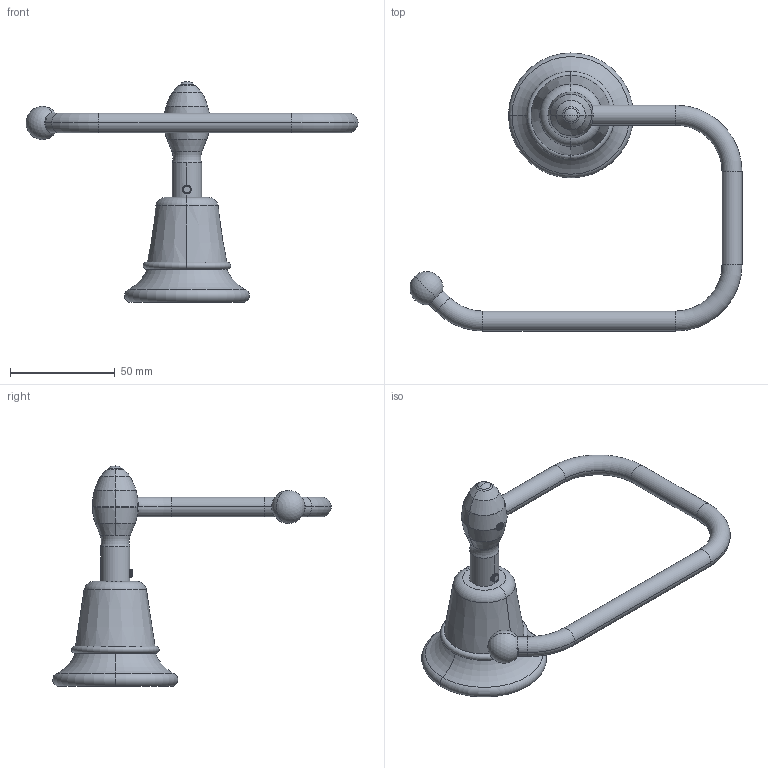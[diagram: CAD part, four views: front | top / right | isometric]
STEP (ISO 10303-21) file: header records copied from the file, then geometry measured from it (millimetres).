
FILE_DESCRIPTION((''),'2;1');
FILE_NAME('31-27_WEB','2010-11-11T',('project'),(''),'PRO/ENGINEER BY PARAMETRIC TECHNOLOGY CORPORATION, 2009300','PRO/ENGINEER BY PARAMETRIC TECHNOLOGY CORPORATION, 2009300','');
FILE_SCHEMA(('CONFIG_CONTROL_DESIGN'));
Length unit declared in the file: inch
Products named in the file (1): 31-27_WEB
Bounding box: 158.64 x 133.03 x 105.49 mm (x, y, z)
Surface area: 24398.5 mm2 (no closed solid volume)
Topology: 0 solids, 10 shells, 87 faces, 247 edges, 160 vertices
Faces by surface type: cylinder 34, bspline 18, torus 16, cone 8, plane 7, sphere 4
Entity records: 6281 total; most frequent: CARTESIAN_POINT 4212, ORIENTED_EDGE 413, DIRECTION 393, EDGE_CURVE 243, AXIS2_PLACEMENT_3D 170, VERTEX_POINT 160, CIRCLE 101, B_SPLINE_CURVE_WITH_KNOTS 89
